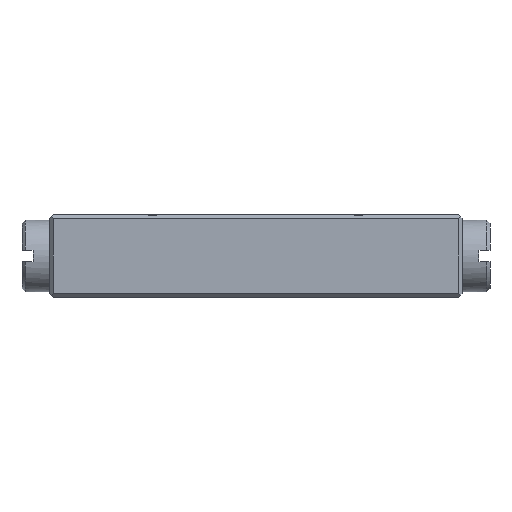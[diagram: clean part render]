
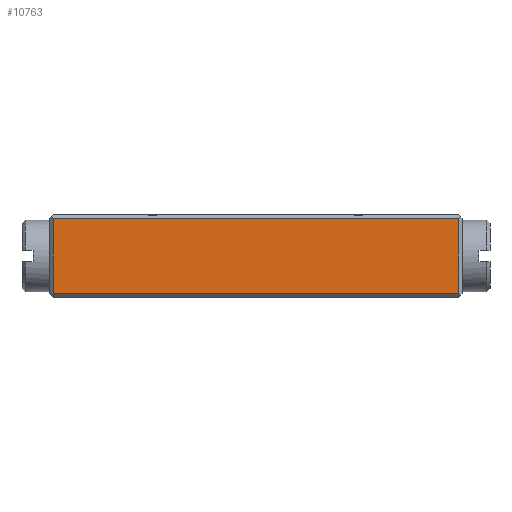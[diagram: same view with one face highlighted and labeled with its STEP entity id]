
A CAD part, front view. The second image highlights one B-rep face of the part: STEP entity #10763.
In plain terms, the highlighted planar face has unit normal (0, -1, 0).
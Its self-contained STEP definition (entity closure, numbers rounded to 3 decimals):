
#10763=ADVANCED_FACE('',(#13655),#12355,.T.);
#12355=PLANE('',#41122);
#13655=FACE_OUTER_BOUND('',#15420,.T.);
#15420=EDGE_LOOP('',(#20307,#20308,#20309,#20310));
#20307=ORIENTED_EDGE('',*,*,#31019,.T.);
#20308=ORIENTED_EDGE('',*,*,#31020,.T.);
#20309=ORIENTED_EDGE('',*,*,#31021,.T.);
#20310=ORIENTED_EDGE('',*,*,#31022,.T.);
#27527=VERTEX_POINT('',#54302);
#27528=VERTEX_POINT('',#54303);
#27529=VERTEX_POINT('',#54305);
#27530=VERTEX_POINT('',#54307);
#31019=EDGE_CURVE('',#27527,#27528,#35063,.T.);
#31020=EDGE_CURVE('',#27528,#27529,#35064,.T.);
#31021=EDGE_CURVE('',#27529,#27530,#35065,.T.);
#31022=EDGE_CURVE('',#27530,#27527,#35066,.T.);
#35063=LINE('',#54301,#38331);
#35064=LINE('',#54304,#38332);
#35065=LINE('',#54306,#38333);
#35066=LINE('',#54308,#38334);
#38331=VECTOR('',#44818,1.);
#38332=VECTOR('',#44819,1.);
#38333=VECTOR('',#44820,1.);
#38334=VECTOR('',#44821,1.);
#41122=AXIS2_PLACEMENT_3D('',#54309,#44822,#44823);
#44818=DIRECTION('',(-1.,0.,0.));
#44819=DIRECTION('',(0.,0.,-1.));
#44820=DIRECTION('',(1.,0.,0.));
#44821=DIRECTION('',(0.,0.,1.));
#44822=DIRECTION('',(0.,-1.,0.));
#44823=DIRECTION('',(0.,0.,1.));
#54301=CARTESIAN_POINT('',(15.,-3.95,5.65));
#54302=CARTESIAN_POINT('',(29.725,-3.95,5.65));
#54303=CARTESIAN_POINT('',(0.275,-3.95,5.65));
#54304=CARTESIAN_POINT('',(0.275,-3.95,-0.05));
#54305=CARTESIAN_POINT('',(0.275,-3.95,0.25));
#54306=CARTESIAN_POINT('',(15.,-3.95,0.25));
#54307=CARTESIAN_POINT('',(29.725,-3.95,0.25));
#54308=CARTESIAN_POINT('',(29.725,-3.95,-0.05));
#54309=CARTESIAN_POINT('',(15.,-3.95,-0.05));
